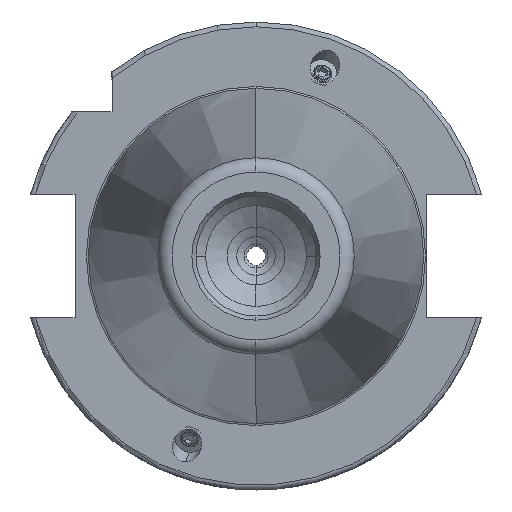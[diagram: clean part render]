
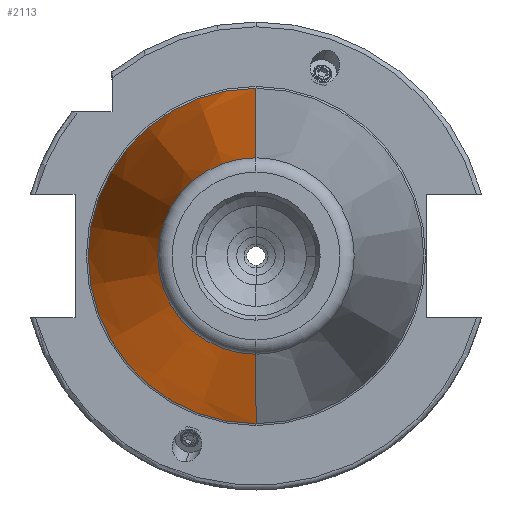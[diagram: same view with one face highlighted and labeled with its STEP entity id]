
A CAD part, left-side view. The second image highlights one B-rep face of the part: STEP entity #2113.
In plain terms, the highlighted conical face has half-angle 8.297 degrees and reference radius 34.925 mm.
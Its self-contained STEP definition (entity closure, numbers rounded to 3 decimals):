
#420 = CONICAL_SURFACE ( 'NONE', #5500, 34.925, 0.145 ) ;
#739 = DIRECTION ( 'NONE',  ( 0.99, 0., -0.144 ) ) ;
#749 = ORIENTED_EDGE ( 'NONE', *, *, #2730, .T. ) ;
#772 = DIRECTION ( 'NONE',  ( 0., 0., 1. ) ) ;
#1025 = CARTESIAN_POINT ( 'NONE',  ( 0., 0., 34.925 ) ) ;
#1084 = EDGE_LOOP ( 'NONE', ( #4416, #5124, #749, #2428 ) ) ;
#1298 = CARTESIAN_POINT ( 'NONE',  ( 0., 0., -34.925 ) ) ;
#1559 = VERTEX_POINT ( 'NONE', #4420 ) ;
#1912 = VECTOR ( 'NONE', #739, 1000. ) ;
#1999 = AXIS2_PLACEMENT_3D ( 'NONE', #3628, #2284, #5589 ) ;
#2113 = ADVANCED_FACE ( 'NONE', ( #4440 ), #420, .T. ) ;
#2262 = VERTEX_POINT ( 'NONE', #5122 ) ;
#2284 = DIRECTION ( 'NONE',  ( -1., 0., 0. ) ) ;
#2428 = ORIENTED_EDGE ( 'NONE', *, *, #3844, .F. ) ;
#2730 = EDGE_CURVE ( 'NONE', #5040, #3325, #5098, .T. ) ;
#3045 = EDGE_CURVE ( 'NONE', #2262, #5040, #6319, .T. ) ;
#3325 = VERTEX_POINT ( 'NONE', #6034 ) ;
#3569 = AXIS2_PLACEMENT_3D ( 'NONE', #5203, #5738, #772 ) ;
#3628 = CARTESIAN_POINT ( 'NONE',  ( 0., 0., 0. ) ) ;
#3781 = CIRCLE ( 'NONE', #3569, 20.461 ) ;
#3810 = EDGE_CURVE ( 'NONE', #2262, #1559, #3781, .T. ) ;
#3844 = EDGE_CURVE ( 'NONE', #1559, #3325, #5294, .T. ) ;
#4048 = DIRECTION ( 'NONE',  ( 1., 0., 0. ) ) ;
#4416 = ORIENTED_EDGE ( 'NONE', *, *, #3810, .F. ) ;
#4420 = CARTESIAN_POINT ( 'NONE',  ( -99.183, 0., -20.461 ) ) ;
#4440 = FACE_OUTER_BOUND ( 'NONE', #1084, .T. ) ;
#4821 = CARTESIAN_POINT ( 'NONE',  ( 0., 0., 34.925 ) ) ;
#4958 = DIRECTION ( 'NONE',  ( 0., 0., -1. ) ) ;
#5040 = VERTEX_POINT ( 'NONE', #1025 ) ;
#5098 = CIRCLE ( 'NONE', #1999, 34.925 ) ;
#5122 = CARTESIAN_POINT ( 'NONE',  ( -99.183, 0., 20.461 ) ) ;
#5124 = ORIENTED_EDGE ( 'NONE', *, *, #3045, .T. ) ;
#5203 = CARTESIAN_POINT ( 'NONE',  ( -99.183, 0., 0. ) ) ;
#5208 = VECTOR ( 'NONE', #5313, 1000. ) ;
#5294 = LINE ( 'NONE', #1298, #1912 ) ;
#5313 = DIRECTION ( 'NONE',  ( 0.99, 0., 0.144 ) ) ;
#5472 = CARTESIAN_POINT ( 'NONE',  ( 0., 0., 0. ) ) ;
#5500 = AXIS2_PLACEMENT_3D ( 'NONE', #5472, #4048, #4958 ) ;
#5589 = DIRECTION ( 'NONE',  ( 0., 0., 1. ) ) ;
#5738 = DIRECTION ( 'NONE',  ( -1., 0., 0. ) ) ;
#6034 = CARTESIAN_POINT ( 'NONE',  ( 0., 0., -34.925 ) ) ;
#6319 = LINE ( 'NONE', #4821, #5208 ) ;
